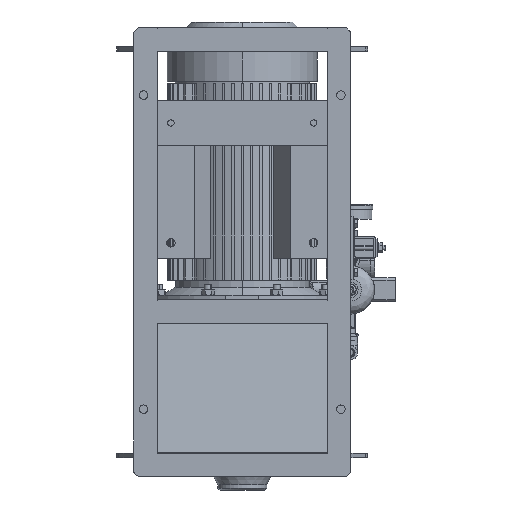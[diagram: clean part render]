
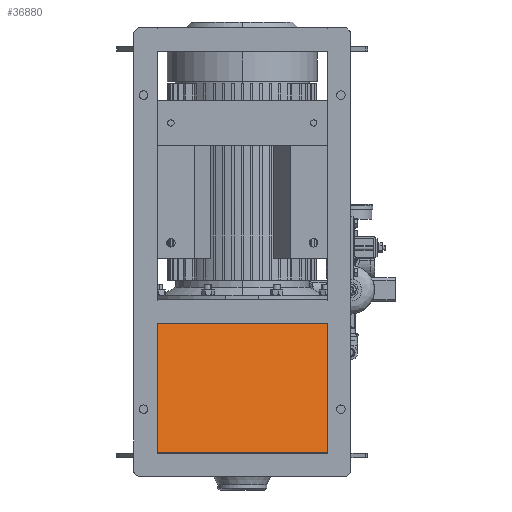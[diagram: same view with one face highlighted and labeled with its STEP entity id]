
A CAD part, front view. The second image highlights one B-rep face of the part: STEP entity #36880.
In plain terms, the highlighted planar face has unit normal (0, -0.982, 0.187).
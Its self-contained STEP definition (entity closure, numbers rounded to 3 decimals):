
#147 = LINE ( 'NONE', #32561, #117889 ) ;
#6002 = VERTEX_POINT ( 'NONE', #52517 ) ;
#20106 = CARTESIAN_POINT ( 'NONE',  ( 190., -303.965, -97.437 ) ) ;
#20673 = LINE ( 'NONE', #111991, #54525 ) ;
#21763 = CARTESIAN_POINT ( 'NONE',  ( 190., -303.965, -97.437 ) ) ;
#23364 = EDGE_LOOP ( 'NONE', ( #72784, #39525, #42394, #84588 ) ) ;
#24681 = CARTESIAN_POINT ( 'NONE',  ( 190., -303.965, -97.437 ) ) ;
#25028 = CARTESIAN_POINT ( 'NONE',  ( -190., -303.965, -97.437 ) ) ;
#25293 = FACE_OUTER_BOUND ( 'NONE', #23364, .T. ) ;
#28497 = EDGE_CURVE ( 'NONE', #104078, #100096, #88474, .T. ) ;
#32561 = CARTESIAN_POINT ( 'NONE',  ( 190., -248.965, 192. ) ) ;
#36505 = DIRECTION ( 'NONE',  ( 0., -0.187, -0.982 ) ) ;
#36880 = ADVANCED_FACE ( 'NONE', ( #25293 ), #48429, .F. ) ;
#39525 = ORIENTED_EDGE ( 'NONE', *, *, #109212, .T. ) ;
#42394 = ORIENTED_EDGE ( 'NONE', *, *, #28497, .F. ) ;
#47349 = VECTOR ( 'NONE', #62056, 1000. ) ;
#48429 = PLANE ( 'NONE',  #95695 ) ;
#52517 = CARTESIAN_POINT ( 'NONE',  ( 190., -248.965, 192. ) ) ;
#52620 = EDGE_CURVE ( 'NONE', #6002, #104078, #20673, .T. ) ;
#54525 = VECTOR ( 'NONE', #111564, 1000. ) ;
#62056 = DIRECTION ( 'NONE',  ( -1., 0., 0. ) ) ;
#66945 = DIRECTION ( 'NONE',  ( 0., 0.187, 0.982 ) ) ;
#67738 = DIRECTION ( 'NONE',  ( 0., 0.982, -0.187 ) ) ;
#68836 = EDGE_CURVE ( 'NONE', #6002, #114144, #147, .T. ) ;
#72784 = ORIENTED_EDGE ( 'NONE', *, *, #68836, .T. ) ;
#82553 = CARTESIAN_POINT ( 'NONE',  ( -190., -303.965, -97.437 ) ) ;
#83122 = VECTOR ( 'NONE', #36505, 1000. ) ;
#84588 = ORIENTED_EDGE ( 'NONE', *, *, #52620, .F. ) ;
#88474 = LINE ( 'NONE', #24681, #47349 ) ;
#89001 = LINE ( 'NONE', #25028, #83122 ) ;
#95695 = AXIS2_PLACEMENT_3D ( 'NONE', #20106, #67738, #66945 ) ;
#100096 = VERTEX_POINT ( 'NONE', #82553 ) ;
#104078 = VERTEX_POINT ( 'NONE', #21763 ) ;
#109212 = EDGE_CURVE ( 'NONE', #114144, #100096, #89001, .T. ) ;
#111127 = CARTESIAN_POINT ( 'NONE',  ( -190., -248.965, 192. ) ) ;
#111564 = DIRECTION ( 'NONE',  ( 0., -0.187, -0.982 ) ) ;
#111991 = CARTESIAN_POINT ( 'NONE',  ( 190., -303.965, -97.437 ) ) ;
#114144 = VERTEX_POINT ( 'NONE', #111127 ) ;
#117889 = VECTOR ( 'NONE', #118057, 1000. ) ;
#118057 = DIRECTION ( 'NONE',  ( -1., 0., 0. ) ) ;
